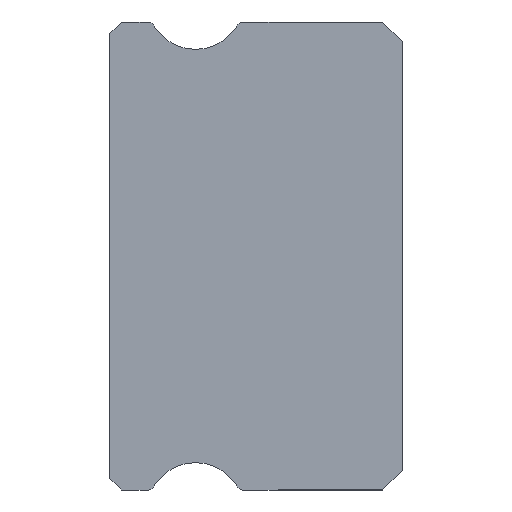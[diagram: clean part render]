
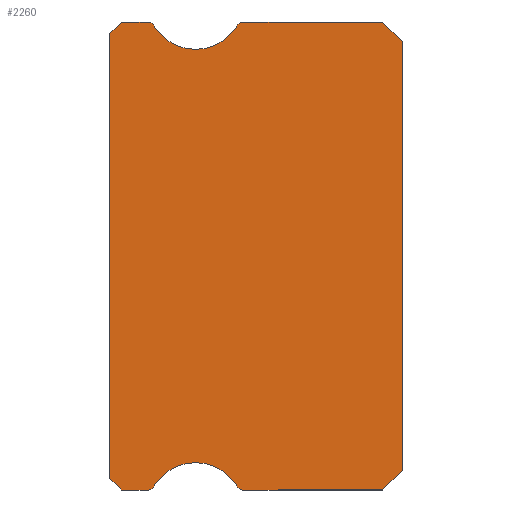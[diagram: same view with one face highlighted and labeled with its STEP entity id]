
A CAD part, left-side view. The second image highlights one B-rep face of the part: STEP entity #2260.
In plain terms, the highlighted planar face has unit normal (-1, 0, 0).
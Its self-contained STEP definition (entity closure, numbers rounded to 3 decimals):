
#34 = CARTESIAN_POINT ( 'NONE',  ( -15., 5.3, 6.55 ) ) ;
#39 = DIRECTION ( 'NONE',  ( 0., 0., -1. ) ) ;
#52 = VERTEX_POINT ( 'NONE', #165 ) ;
#76 = AXIS2_PLACEMENT_3D ( 'NONE', #315, #1791, #1045 ) ;
#77 = DIRECTION ( 'NONE',  ( 0., 0., -1. ) ) ;
#154 = DIRECTION ( 'NONE',  ( 0., 0.707, -0.707 ) ) ;
#155 = CIRCLE ( 'NONE', #1762, 1.25 ) ;
#165 = CARTESIAN_POINT ( 'NONE',  ( -15., 7.2, 6. ) ) ;
#168 = CARTESIAN_POINT ( 'NONE',  ( -15., 0., -5.5 ) ) ;
#181 = CARTESIAN_POINT ( 'NONE',  ( -15., 5.3, 5.3 ) ) ;
#195 = LINE ( 'NONE', #1527, #495 ) ;
#196 = LINE ( 'NONE', #1671, #953 ) ;
#221 = CARTESIAN_POINT ( 'NONE',  ( -15., 6.512, -5.85 ) ) ;
#223 = DIRECTION ( 'NONE',  ( 0., 0., -1. ) ) ;
#254 = AXIS2_PLACEMENT_3D ( 'NONE', #1318, #2224, #39 ) ;
#255 = DIRECTION ( 'NONE',  ( 0., -0.707, -0.707 ) ) ;
#260 = EDGE_CURVE ( 'NONE', #366, #2069, #592, .T. ) ;
#272 = ORIENTED_EDGE ( 'NONE', *, *, #1902, .F. ) ;
#277 = DIRECTION ( 'NONE',  ( 0., 0., -1. ) ) ;
#292 = EDGE_CURVE ( 'NONE', #2073, #52, #1763, .T. ) ;
#312 = VECTOR ( 'NONE', #650, 1000. ) ;
#315 = CARTESIAN_POINT ( 'NONE',  ( -15., 4.088, -5.85 ) ) ;
#317 = CARTESIAN_POINT ( 'NONE',  ( -15., 6.383, -5.925 ) ) ;
#366 = VERTEX_POINT ( 'NONE', #2301 ) ;
#369 = FACE_OUTER_BOUND ( 'NONE', #1597, .T. ) ;
#381 = CARTESIAN_POINT ( 'NONE',  ( -15., 6.512, 5.85 ) ) ;
#384 = VECTOR ( 'NONE', #154, 1000. ) ;
#423 = ORIENTED_EDGE ( 'NONE', *, *, #835, .F. ) ;
#444 = VERTEX_POINT ( 'NONE', #1540 ) ;
#446 = EDGE_CURVE ( 'NONE', #2073, #1433, #2188, .T. ) ;
#478 = DIRECTION ( 'NONE',  ( -1., 0., 0. ) ) ;
#479 = VECTOR ( 'NONE', #1315, 1000. ) ;
#495 = VECTOR ( 'NONE', #255, 1000. ) ;
#509 = ORIENTED_EDGE ( 'NONE', *, *, #292, .T. ) ;
#551 = VERTEX_POINT ( 'NONE', #2055 ) ;
#592 = LINE ( 'NONE', #1325, #479 ) ;
#615 = AXIS2_PLACEMENT_3D ( 'NONE', #2271, #1187, #277 ) ;
#620 = EDGE_CURVE ( 'NONE', #1819, #551, #2030, .T. ) ;
#650 = DIRECTION ( 'NONE',  ( 0., 0., 1. ) ) ;
#658 = DIRECTION ( 'NONE',  ( 0., 0., -1. ) ) ;
#663 = CARTESIAN_POINT ( 'NONE',  ( -15., 7.5, -5.7 ) ) ;
#678 = LINE ( 'NONE', #2084, #312 ) ;
#739 = CARTESIAN_POINT ( 'NONE',  ( -15., 6.512, 6. ) ) ;
#760 = PLANE ( 'NONE',  #1488 ) ;
#773 = DIRECTION ( 'NONE',  ( 0., -0.707, -0.707 ) ) ;
#778 = CARTESIAN_POINT ( 'NONE',  ( -15., 0.5, 6. ) ) ;
#835 = EDGE_CURVE ( 'NONE', #1433, #1819, #155, .T. ) ;
#852 = CARTESIAN_POINT ( 'NONE',  ( -15., 0., 5.5 ) ) ;
#867 = VERTEX_POINT ( 'NONE', #778 ) ;
#907 = LINE ( 'NONE', #1638, #1560 ) ;
#921 = AXIS2_PLACEMENT_3D ( 'NONE', #1058, #478, #1210 ) ;
#946 = DIRECTION ( 'NONE',  ( 0., 0., -1. ) ) ;
#953 = VECTOR ( 'NONE', #773, 1000. ) ;
#955 = LINE ( 'NONE', #1103, #2365 ) ;
#959 = EDGE_CURVE ( 'NONE', #1874, #444, #1612, .T. ) ;
#985 = EDGE_CURVE ( 'NONE', #2100, #1024, #2143, .T. ) ;
#1008 = LINE ( 'NONE', #1211, #1795 ) ;
#1018 = EDGE_CURVE ( 'NONE', #444, #2159, #1949, .T. ) ;
#1024 = VERTEX_POINT ( 'NONE', #1256 ) ;
#1045 = DIRECTION ( 'NONE',  ( 0., 0., -1. ) ) ;
#1058 = CARTESIAN_POINT ( 'NONE',  ( -15., 5.3, -6.55 ) ) ;
#1067 = EDGE_CURVE ( 'NONE', #2100, #2150, #1759, .T. ) ;
#1096 = VECTOR ( 'NONE', #1546, 1000. ) ;
#1103 = CARTESIAN_POINT ( 'NONE',  ( -15., 7.5, 5.7 ) ) ;
#1116 = ORIENTED_EDGE ( 'NONE', *, *, #1018, .F. ) ;
#1127 = EDGE_CURVE ( 'NONE', #52, #1239, #955, .T. ) ;
#1138 = ORIENTED_EDGE ( 'NONE', *, *, #620, .F. ) ;
#1156 = CARTESIAN_POINT ( 'NONE',  ( -15., 4.088, -6. ) ) ;
#1187 = DIRECTION ( 'NONE',  ( 1., 0., 0. ) ) ;
#1190 = DIRECTION ( 'NONE',  ( 0., 1., 0. ) ) ;
#1197 = ORIENTED_EDGE ( 'NONE', *, *, #1127, .T. ) ;
#1210 = DIRECTION ( 'NONE',  ( 0., 0., -1. ) ) ;
#1211 = CARTESIAN_POINT ( 'NONE',  ( -15., 6.512, -6. ) ) ;
#1239 = VERTEX_POINT ( 'NONE', #1889 ) ;
#1240 = ORIENTED_EDGE ( 'NONE', *, *, #1311, .F. ) ;
#1241 = CARTESIAN_POINT ( 'NONE',  ( -15., 5.3, 6.55 ) ) ;
#1256 = CARTESIAN_POINT ( 'NONE',  ( -15., 0.5, -6. ) ) ;
#1311 = EDGE_CURVE ( 'NONE', #551, #1392, #1871, .T. ) ;
#1315 = DIRECTION ( 'NONE',  ( 0., -1., 0. ) ) ;
#1318 = CARTESIAN_POINT ( 'NONE',  ( -15., 6.512, 5.85 ) ) ;
#1325 = CARTESIAN_POINT ( 'NONE',  ( -15., 6.512, -6. ) ) ;
#1336 = DIRECTION ( 'NONE',  ( -1., 0., 0. ) ) ;
#1351 = DIRECTION ( 'NONE',  ( 1., 0., 0. ) ) ;
#1363 = VERTEX_POINT ( 'NONE', #663 ) ;
#1376 = DIRECTION ( 'NONE',  ( -1., 0., 0. ) ) ;
#1392 = VERTEX_POINT ( 'NONE', #1943 ) ;
#1424 = ORIENTED_EDGE ( 'NONE', *, *, #1067, .T. ) ;
#1433 = VERTEX_POINT ( 'NONE', #1771 ) ;
#1436 = CARTESIAN_POINT ( 'NONE',  ( -15., 0., -5.5 ) ) ;
#1451 = ORIENTED_EDGE ( 'NONE', *, *, #1838, .F. ) ;
#1459 = CARTESIAN_POINT ( 'NONE',  ( -15., 0., 5.5 ) ) ;
#1488 = AXIS2_PLACEMENT_3D ( 'NONE', #381, #1899, #77 ) ;
#1527 = CARTESIAN_POINT ( 'NONE',  ( -15., 7.2, -6. ) ) ;
#1532 = EDGE_CURVE ( 'NONE', #2159, #2069, #1684, .T. ) ;
#1536 = ORIENTED_EDGE ( 'NONE', *, *, #446, .F. ) ;
#1540 = CARTESIAN_POINT ( 'NONE',  ( -15., 4.217, -5.925 ) ) ;
#1546 = DIRECTION ( 'NONE',  ( 0., 1., 0. ) ) ;
#1560 = VECTOR ( 'NONE', #2368, 1000. ) ;
#1579 = DIRECTION ( 'NONE',  ( 0., 0., 1. ) ) ;
#1597 = EDGE_LOOP ( 'NONE', ( #1197, #1712, #1647, #2245, #2313, #1116, #1755, #1953, #2345, #1424, #272, #1451, #1240, #1138, #423, #1536, #509 ) ) ;
#1612 = CIRCLE ( 'NONE', #76, 0.15 ) ;
#1638 = CARTESIAN_POINT ( 'NONE',  ( -15., 6.512, 6. ) ) ;
#1647 = ORIENTED_EDGE ( 'NONE', *, *, #2209, .T. ) ;
#1650 = EDGE_CURVE ( 'NONE', #1024, #1874, #1008, .T. ) ;
#1671 = CARTESIAN_POINT ( 'NONE',  ( -15., 0.5, 6. ) ) ;
#1675 = EDGE_CURVE ( 'NONE', #1363, #1239, #678, .T. ) ;
#1684 = CIRCLE ( 'NONE', #1725, 0.15 ) ;
#1712 = ORIENTED_EDGE ( 'NONE', *, *, #1675, .F. ) ;
#1724 = VECTOR ( 'NONE', #1579, 1000. ) ;
#1725 = AXIS2_PLACEMENT_3D ( 'NONE', #221, #1351, #946 ) ;
#1755 = ORIENTED_EDGE ( 'NONE', *, *, #959, .F. ) ;
#1759 = LINE ( 'NONE', #852, #1724 ) ;
#1762 = AXIS2_PLACEMENT_3D ( 'NONE', #34, #1336, #223 ) ;
#1763 = LINE ( 'NONE', #2122, #1096 ) ;
#1771 = CARTESIAN_POINT ( 'NONE',  ( -15., 6.383, 5.925 ) ) ;
#1791 = DIRECTION ( 'NONE',  ( 1., 0., 0. ) ) ;
#1795 = VECTOR ( 'NONE', #1190, 1000. ) ;
#1819 = VERTEX_POINT ( 'NONE', #181 ) ;
#1826 = DIRECTION ( 'NONE',  ( 0., 0.707, -0.707 ) ) ;
#1838 = EDGE_CURVE ( 'NONE', #1392, #867, #907, .T. ) ;
#1871 = CIRCLE ( 'NONE', #615, 0.15 ) ;
#1874 = VERTEX_POINT ( 'NONE', #1156 ) ;
#1889 = CARTESIAN_POINT ( 'NONE',  ( -15., 7.5, 5.7 ) ) ;
#1899 = DIRECTION ( 'NONE',  ( 1., 0., 0. ) ) ;
#1902 = EDGE_CURVE ( 'NONE', #867, #2150, #196, .T. ) ;
#1943 = CARTESIAN_POINT ( 'NONE',  ( -15., 4.088, 6. ) ) ;
#1949 = CIRCLE ( 'NONE', #921, 1.25 ) ;
#1953 = ORIENTED_EDGE ( 'NONE', *, *, #1650, .F. ) ;
#2030 = CIRCLE ( 'NONE', #2347, 1.25 ) ;
#2055 = CARTESIAN_POINT ( 'NONE',  ( -15., 4.217, 5.925 ) ) ;
#2069 = VERTEX_POINT ( 'NONE', #2371 ) ;
#2073 = VERTEX_POINT ( 'NONE', #739 ) ;
#2084 = CARTESIAN_POINT ( 'NONE',  ( -15., 7.5, 5.85 ) ) ;
#2100 = VERTEX_POINT ( 'NONE', #168 ) ;
#2122 = CARTESIAN_POINT ( 'NONE',  ( -15., 7.2, 6. ) ) ;
#2143 = LINE ( 'NONE', #1436, #384 ) ;
#2150 = VERTEX_POINT ( 'NONE', #1459 ) ;
#2159 = VERTEX_POINT ( 'NONE', #317 ) ;
#2188 = CIRCLE ( 'NONE', #254, 0.15 ) ;
#2209 = EDGE_CURVE ( 'NONE', #1363, #366, #195, .T. ) ;
#2224 = DIRECTION ( 'NONE',  ( 1., 0., 0. ) ) ;
#2245 = ORIENTED_EDGE ( 'NONE', *, *, #260, .T. ) ;
#2260 = ADVANCED_FACE ( 'NONE', ( #369 ), #760, .F. ) ;
#2271 = CARTESIAN_POINT ( 'NONE',  ( -15., 4.088, 5.85 ) ) ;
#2301 = CARTESIAN_POINT ( 'NONE',  ( -15., 7.2, -6. ) ) ;
#2313 = ORIENTED_EDGE ( 'NONE', *, *, #1532, .F. ) ;
#2345 = ORIENTED_EDGE ( 'NONE', *, *, #985, .F. ) ;
#2347 = AXIS2_PLACEMENT_3D ( 'NONE', #1241, #1376, #658 ) ;
#2365 = VECTOR ( 'NONE', #1826, 1000. ) ;
#2368 = DIRECTION ( 'NONE',  ( 0., -1., 0. ) ) ;
#2371 = CARTESIAN_POINT ( 'NONE',  ( -15., 6.512, -6. ) ) ;
